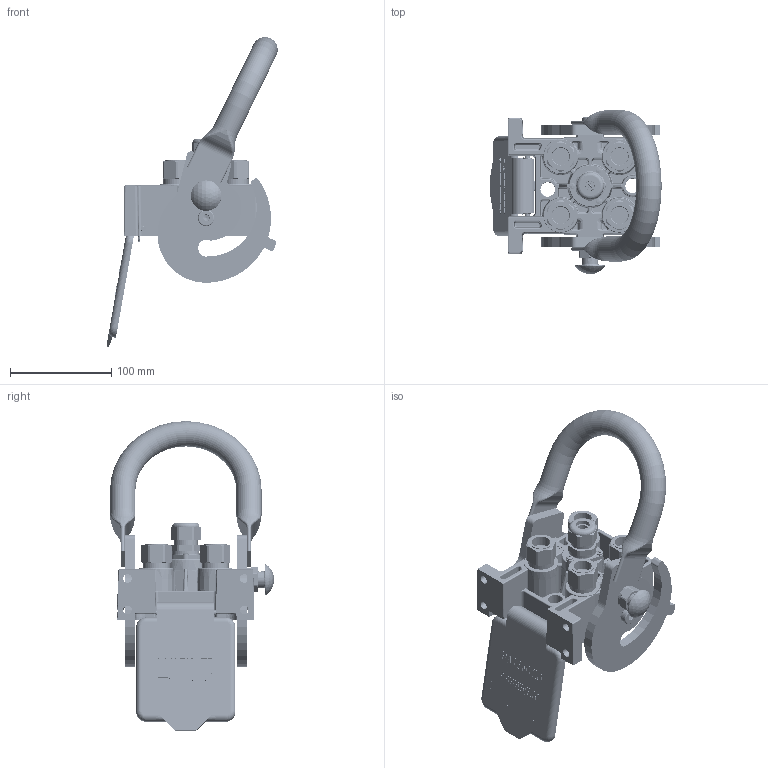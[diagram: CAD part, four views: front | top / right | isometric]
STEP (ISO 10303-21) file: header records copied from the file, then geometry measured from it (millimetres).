
FILE_DESCRIPTION (( 'STEP AP214' ), '1' );
FILE_NAME ('FASTER.step', '2025-02-12T11:41:05', ( '' ), ( '' ), 'SwSTEP 2.0', 'SolidWorks 2017', '' );
FILE_SCHEMA (( 'AUTOMOTIVE_DESIGN' ));
Length unit declared in the file: millimetre
Products named in the file (40): A_2ffnb38-12gasf; Copia di 4830_042_0000_000.prt^corspel08-7_f; 2ffnb38-12gasf; corspel08-7_f; CURS_MOLLA_38; 4830_022_0000_011; 4830_013_3000_030; 4840_024_1000_010; 4830_025_1000_000; 4830_024_4001_001; 4830_044_0000_000; et012; or1_5x7_m; 4830_001_0005_300; conn_7p_f; 4820_001_0004_000; 4132_014_0000_000; Copia di inspel08-7_f.asm^corspel08-7_f; Copia di inspel08-7_f.prt^Copia di inspel08-7_f.asm_corspel08-7_f; Copia di 4850_032_0000_000.prt^Copia di inspel08-7_f.asm_corspel08-7_f; 4830_070_0000_001; 4132_072_0000_300; 4830_001_0005_301; Copia di 4850_007_0003_000.prt^corspel08-7_f; 4832_020_4001_000; 4840_024_1000_020; Copia di 4850_007_0001_000.prt^corspel08-7_f; 4810_001_0001_014; 4830_024_4001_011; P506-1_F_BASE; sicura_p5; 4830_025_0000_001; 0048_317_1000_000; 4830_024_4001_001^4830_024_4001_001; 0048_042_0412_000; 4830_025_2000_000; 4850_007_0000_000; FASTER; 4241_072_0000_200
Assembly tree (51 placements, depth 5):
  4830_024_4001_001^4830_024_4001_001
  FASTER
    P506-1_F_BASE
      4832_020_4001_000
      4830_013_3000_030  x2
      4820_001_0004_000
      4810_001_0001_014
      4830_001_0005_300
      4830_001_0005_301
      0048_317_1000_000  x2
    A_2ffnb38-12gasf  x4
      CURS_MOLLA_38
        4132_072_0000_300
        4132_014_0000_000
      2ffnb38-12gasf
        2ffnb38-12gasf
    conn_7p_f
      corspel08-7_f
        Copia di 4850_007_0001_000.prt^corspel08-7_f
        Copia di inspel08-7_f.asm^corspel08-7_f
          Copia di inspel08-7_f.prt^Copia di inspel08-7_f.asm_corspel08-7_f
          Copia di 4850_032_0000_000.prt^Copia di inspel08-7_f.asm_corspel08-7_f  x7
        Copia di 4850_007_0003_000.prt^corspel08-7_f
        Copia di 4830_042_0000_000.prt^corspel08-7_f
      4830_044_0000_000  x3
      4850_007_0000_000
      4241_072_0000_200
    4830_024_4001_001
      sicura_p5
        4830_025_0000_001
        or1_5x7_m
        0048_042_0412_000
      4840_024_1000_020
      4840_024_1000_010
      4830_024_4001_011
      4830_025_2000_000
      4830_025_1000_000
      4830_022_0000_011
      4830_070_0000_001
    et012
Bounding box: 168.92 x 161.73 x 305.46 mm (x, y, z)
Volume: 247372.6 mm3; surface area: 336086.1 mm2
Topology: 35 solids, 97 shells, 5799 faces, 14657 edges, 9248 vertices
Faces by surface type: plane 3189, cylinder 1186, cone 472, bspline 454, torus 443, sphere 55
Entity records: 204373 total; most frequent: CARTESIAN_POINT 81909, ORIENTED_EDGE 25458, DIRECTION 22540, EDGE_CURVE 12787, VECTOR 9022, LINE 9022, VERTEX_POINT 8139, AXIS2_PLACEMENT_3D 6759
